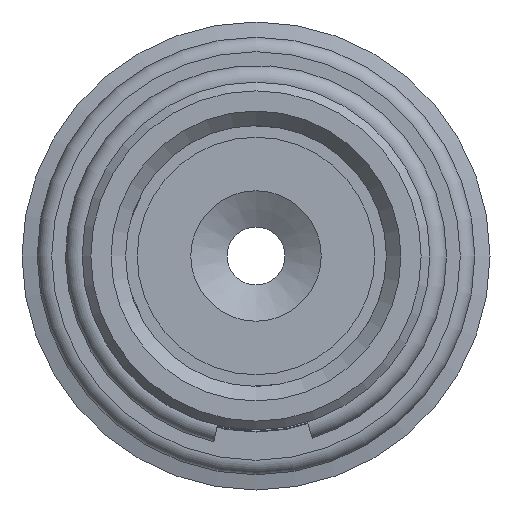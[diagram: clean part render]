
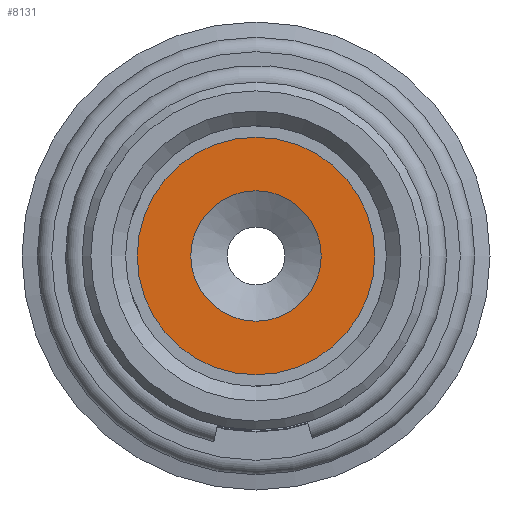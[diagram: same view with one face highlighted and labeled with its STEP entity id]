
A CAD part, left-side view. The second image highlights one B-rep face of the part: STEP entity #8131.
In plain terms, the highlighted face is planar.
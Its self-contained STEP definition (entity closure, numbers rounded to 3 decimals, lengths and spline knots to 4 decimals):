
#1238=PLANE('',#8711);
#1520=CIRCLE('',#8710,5.225);
#1521=CIRCLE('',#8712,2.25);
#1705=FACE_BOUND('',#2406,.T.);
#1841=FACE_OUTER_BOUND('',#2405,.T.);
#2405=EDGE_LOOP('',(#5764));
#2406=EDGE_LOOP('',(#5765));
#3550=VERTEX_POINT('',#11145);
#3551=VERTEX_POINT('',#11148);
#4417=EDGE_CURVE('',#3550,#3550,#1520,.T.);
#4418=EDGE_CURVE('',#3551,#3551,#1521,.T.);
#5764=ORIENTED_EDGE('',*,*,#4417,.T.);
#5765=ORIENTED_EDGE('',*,*,#4418,.F.);
#8131=ADVANCED_FACE('',(#1841,#1705),#1238,.T.);
#8710=AXIS2_PLACEMENT_3D('',#11146,#9358,#9359);
#8711=AXIS2_PLACEMENT_3D('',#11147,#9360,#9361);
#8712=AXIS2_PLACEMENT_3D('',#11149,#9362,#9363);
#9358=DIRECTION('center_axis',(1.,0.,0.));
#9359=DIRECTION('ref_axis',(0.,1.,0.));
#9360=DIRECTION('center_axis',(1.,0.,0.));
#9361=DIRECTION('ref_axis',(0.,0.,-1.));
#9362=DIRECTION('center_axis',(1.,0.,0.));
#9363=DIRECTION('ref_axis',(0.,1.,0.));
#11145=CARTESIAN_POINT('',(33.,5.225,0.));
#11146=CARTESIAN_POINT('Origin',(33.,0.,0.));
#11147=CARTESIAN_POINT('Origin',(33.,3.7375,0.));
#11148=CARTESIAN_POINT('',(33.,2.25,0.));
#11149=CARTESIAN_POINT('Origin',(33.,0.,0.));
